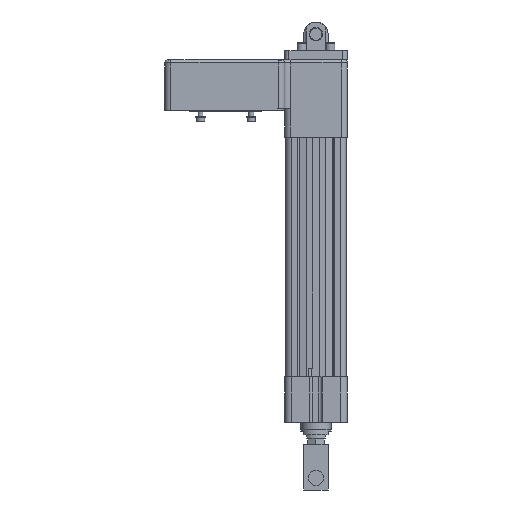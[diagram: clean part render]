
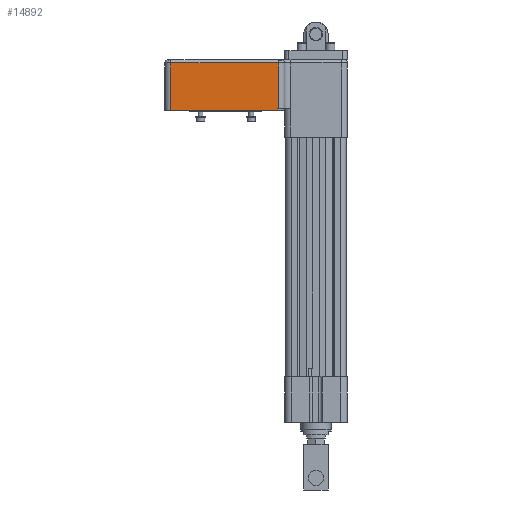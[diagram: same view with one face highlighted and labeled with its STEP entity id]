
A CAD part, left-side view. The second image highlights one B-rep face of the part: STEP entity #14892.
In plain terms, the highlighted planar face has unit normal (-1, 0, 0).
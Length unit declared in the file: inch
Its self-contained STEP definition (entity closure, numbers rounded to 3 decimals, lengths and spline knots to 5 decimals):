
#70 = LINE ( 'NONE', #16076, #13449 ) ;
#166 = ORIENTED_EDGE ( 'NONE', *, *, #270, .T. ) ;
#270 = EDGE_CURVE ( 'NONE', #28235, #346, #1437, .T. ) ;
#346 = VERTEX_POINT ( 'NONE', #14682 ) ;
#1437 = LINE ( 'NONE', #23829, #8409 ) ;
#1664 = DIRECTION ( 'NONE',  ( 0., 0., -1. ) ) ;
#2248 = PLANE ( 'NONE',  #24301 ) ;
#3138 = ORIENTED_EDGE ( 'NONE', *, *, #5409, .T. ) ;
#3375 = DIRECTION ( 'NONE',  ( 0., -1., 0. ) ) ;
#4679 = EDGE_LOOP ( 'NONE', ( #3138, #6166, #16457, #166, #22005, #27485 ) ) ;
#5155 = LINE ( 'NONE', #28123, #25310 ) ;
#5409 = EDGE_CURVE ( 'NONE', #23085, #21036, #6256, .T. ) ;
#6166 = ORIENTED_EDGE ( 'NONE', *, *, #23739, .T. ) ;
#6256 = LINE ( 'NONE', #24622, #26486 ) ;
#6689 = DIRECTION ( 'NONE',  ( 0., 1., 0. ) ) ;
#6989 = DIRECTION ( 'NONE',  ( 1., 0., 0. ) ) ;
#7180 = DIRECTION ( 'NONE',  ( 0., 1., 0. ) ) ;
#7267 = CARTESIAN_POINT ( 'NONE',  ( -2.125, 5.975, 3.062 ) ) ;
#8409 = VECTOR ( 'NONE', #3375, 39.37008 ) ;
#10600 = VECTOR ( 'NONE', #16566, 39.37008 ) ;
#13449 = VECTOR ( 'NONE', #7180, 39.37008 ) ;
#13775 = EDGE_CURVE ( 'NONE', #346, #16228, #17000, .T. ) ;
#14682 = CARTESIAN_POINT ( 'NONE',  ( -2.125, 1.54, 1.192 ) ) ;
#14892 = ADVANCED_FACE ( 'NONE', ( #18268 ), #2248, .F. ) ;
#16076 = CARTESIAN_POINT ( 'NONE',  ( -2.125, 1.29, 3.062 ) ) ;
#16228 = VERTEX_POINT ( 'NONE', #16600 ) ;
#16457 = ORIENTED_EDGE ( 'NONE', *, *, #27892, .T. ) ;
#16566 = DIRECTION ( 'NONE',  ( 0., 0., 1. ) ) ;
#16600 = CARTESIAN_POINT ( 'NONE',  ( -2.125, 1.54, 3.062 ) ) ;
#16687 = VECTOR ( 'NONE', #17141, 39.37008 ) ;
#16862 = CARTESIAN_POINT ( 'NONE',  ( -2.125, 1.54, 1.542 ) ) ;
#17000 = LINE ( 'NONE', #16862, #16687 ) ;
#17141 = DIRECTION ( 'NONE',  ( 0., 0., 1. ) ) ;
#18268 = FACE_OUTER_BOUND ( 'NONE', #4679, .T. ) ;
#18938 = DIRECTION ( 'NONE',  ( 0., -1., 0. ) ) ;
#19789 = CARTESIAN_POINT ( 'NONE',  ( -2.125, 1.58, 1.192 ) ) ;
#19793 = CARTESIAN_POINT ( 'NONE',  ( -2.125, 5.975, 1.1106 ) ) ;
#21036 = VERTEX_POINT ( 'NONE', #19793 ) ;
#21296 = CARTESIAN_POINT ( 'NONE',  ( -2.125, 1.58, 0.942 ) ) ;
#22005 = ORIENTED_EDGE ( 'NONE', *, *, #13775, .T. ) ;
#23085 = VERTEX_POINT ( 'NONE', #7267 ) ;
#23105 = VERTEX_POINT ( 'NONE', #24910 ) ;
#23227 = LINE ( 'NONE', #21296, #10600 ) ;
#23739 = EDGE_CURVE ( 'NONE', #21036, #23105, #5155, .T. ) ;
#23829 = CARTESIAN_POINT ( 'NONE',  ( -2.125, 6.225, 1.192 ) ) ;
#24301 = AXIS2_PLACEMENT_3D ( 'NONE', #25199, #6989, #6689 ) ;
#24622 = CARTESIAN_POINT ( 'NONE',  ( -2.125, 5.975, 1.542 ) ) ;
#24910 = CARTESIAN_POINT ( 'NONE',  ( -2.125, 1.58, 1.1106 ) ) ;
#25199 = CARTESIAN_POINT ( 'NONE',  ( -2.125, 6.225, 1.542 ) ) ;
#25310 = VECTOR ( 'NONE', #18938, 39.37008 ) ;
#26486 = VECTOR ( 'NONE', #1664, 39.37008 ) ;
#27485 = ORIENTED_EDGE ( 'NONE', *, *, #28346, .T. ) ;
#27892 = EDGE_CURVE ( 'NONE', #23105, #28235, #23227, .T. ) ;
#28123 = CARTESIAN_POINT ( 'NONE',  ( -2.125, 5.975, 1.1106 ) ) ;
#28235 = VERTEX_POINT ( 'NONE', #19789 ) ;
#28346 = EDGE_CURVE ( 'NONE', #16228, #23085, #70, .T. ) ;
